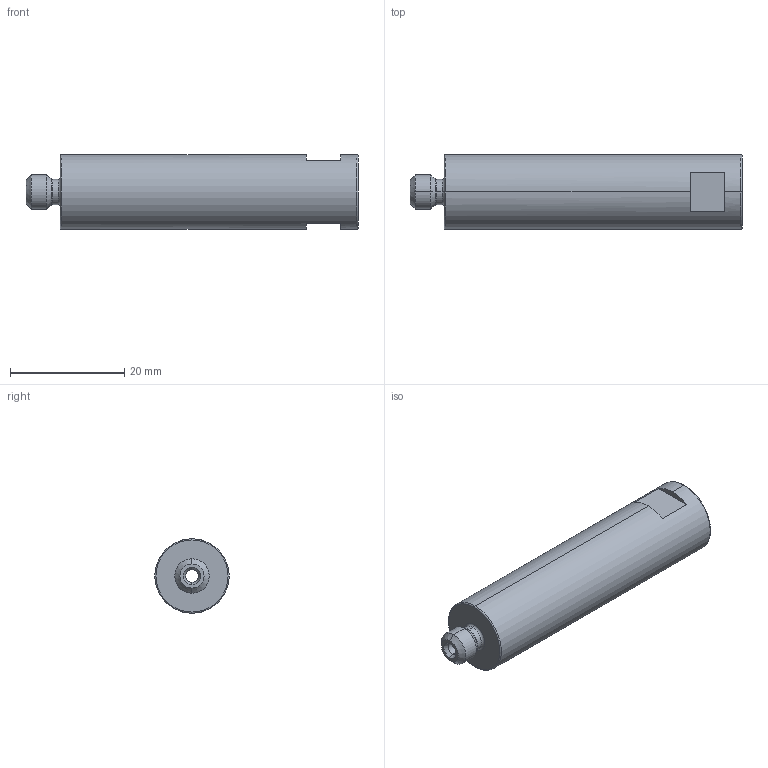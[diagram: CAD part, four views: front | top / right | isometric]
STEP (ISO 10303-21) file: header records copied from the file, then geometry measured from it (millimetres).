
FILE_DESCRIPTION (( 'STEP AP203' ), '1' );
FILE_NAME ('B86.013.013.052.STEP', '2024-08-09T13:02:53', ( '' ), ( '' ), 'SwSTEP 2.0', 'SolidWorks 2022', '' );
FILE_SCHEMA (( 'CONFIG_CONTROL_DESIGN' ));
Length unit declared in the file: millimetre
Products named in the file (1): B86.013.013.052
Bounding box: 58 x 13 x 13 mm (x, y, z)
Volume: 6572.3 mm3; surface area: 2982.4 mm2
Topology: 1 solids, 1 shells, 37 faces, 80 edges, 46 vertices
Faces by surface type: cone 10, cylinder 10, plane 9, torus 8
Entity records: 1089 total; most frequent: DIRECTION 206, CARTESIAN_POINT 164, ORIENTED_EDGE 160, AXIS2_PLACEMENT_3D 88, EDGE_CURVE 80, CIRCLE 50, VERTEX_POINT 46, EDGE_LOOP 40
